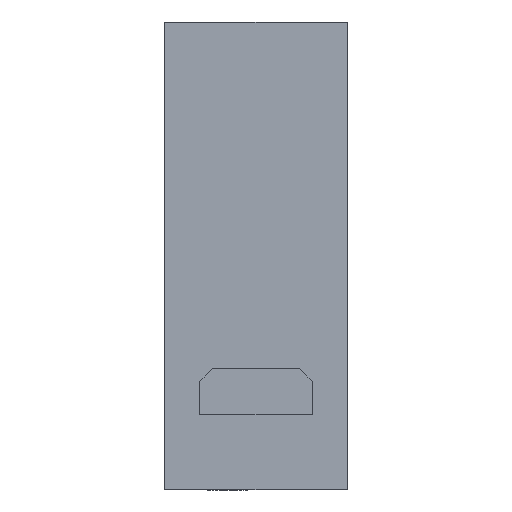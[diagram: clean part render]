
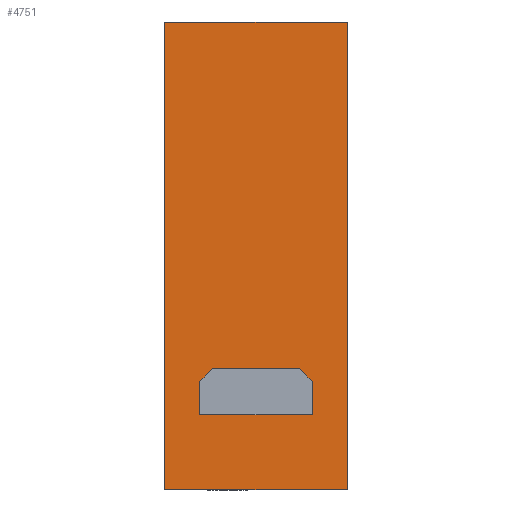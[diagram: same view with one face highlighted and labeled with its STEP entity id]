
A CAD part, front view. The second image highlights one B-rep face of the part: STEP entity #4751.
In plain terms, the highlighted planar face has unit normal (0, -1, 0).
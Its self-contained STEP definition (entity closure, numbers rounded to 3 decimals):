
#3508=PLANE('',#20048);
#4751=ADVANCED_FACE('',(#5615,#5616),#3508,.T.);
#5615=FACE_BOUND('',#5963,.T.);
#5616=FACE_BOUND('',#5964,.T.);
#5963=EDGE_LOOP('',(#7574,#7575,#7576,#7577,#7578,#7579));
#5964=EDGE_LOOP('',(#7580,#7581,#7582,#7583));
#7574=ORIENTED_EDGE('',*,*,#13055,.T.);
#7575=ORIENTED_EDGE('',*,*,#13056,.T.);
#7576=ORIENTED_EDGE('',*,*,#13057,.T.);
#7577=ORIENTED_EDGE('',*,*,#13058,.T.);
#7578=ORIENTED_EDGE('',*,*,#13059,.T.);
#7579=ORIENTED_EDGE('',*,*,#13060,.T.);
#7580=ORIENTED_EDGE('',*,*,#12989,.F.);
#7581=ORIENTED_EDGE('',*,*,#12649,.T.);
#7582=ORIENTED_EDGE('',*,*,#13047,.T.);
#7583=ORIENTED_EDGE('',*,*,#13061,.F.);
#11234=VERTEX_POINT('',#25746);
#11235=VERTEX_POINT('',#25748);
#11547=VERTEX_POINT('',#26488);
#11591=VERTEX_POINT('',#26643);
#11592=VERTEX_POINT('',#26653);
#11593=VERTEX_POINT('',#26654);
#11594=VERTEX_POINT('',#26656);
#11595=VERTEX_POINT('',#26658);
#11596=VERTEX_POINT('',#26660);
#11597=VERTEX_POINT('',#26662);
#12649=EDGE_CURVE('',#11235,#11234,#16013,.T.);
#12989=EDGE_CURVE('',#11235,#11547,#16285,.T.);
#13047=EDGE_CURVE('',#11234,#11591,#16339,.T.);
#13055=EDGE_CURVE('',#11592,#11593,#16347,.T.);
#13056=EDGE_CURVE('',#11593,#11594,#16348,.T.);
#13057=EDGE_CURVE('',#11594,#11595,#16349,.T.);
#13058=EDGE_CURVE('',#11595,#11596,#16350,.T.);
#13059=EDGE_CURVE('',#11596,#11597,#16351,.T.);
#13060=EDGE_CURVE('',#11597,#11592,#16352,.T.);
#13061=EDGE_CURVE('',#11547,#11591,#16353,.T.);
#16013=LINE('',#25747,#17611);
#16285=LINE('',#26487,#17883);
#16339=LINE('',#26642,#17937);
#16347=LINE('',#26652,#17945);
#16348=LINE('',#26655,#17946);
#16349=LINE('',#26657,#17947);
#16350=LINE('',#26659,#17948);
#16351=LINE('',#26661,#17949);
#16352=LINE('',#26663,#17950);
#16353=LINE('',#26664,#17951);
#17611=VECTOR('',#21416,1.);
#17883=VECTOR('',#21768,1.);
#17937=VECTOR('',#21856,1.);
#17945=VECTOR('',#21866,1.);
#17946=VECTOR('',#21867,1.);
#17947=VECTOR('',#21868,1.);
#17948=VECTOR('',#21869,1.);
#17949=VECTOR('',#21870,1.);
#17950=VECTOR('',#21871,1.);
#17951=VECTOR('',#21872,1.);
#20048=AXIS2_PLACEMENT_3D('',#26665,#21873,#21874);
#21416=DIRECTION('',(1.,0.,0.));
#21768=DIRECTION('',(0.,0.,1.));
#21856=DIRECTION('',(0.,0.,1.));
#21866=DIRECTION('',(-1.,0.,0.));
#21867=DIRECTION('',(0.,0.,1.));
#21868=DIRECTION('',(0.707,0.,0.707));
#21869=DIRECTION('',(1.,0.,0.));
#21870=DIRECTION('',(0.707,0.,-0.707));
#21871=DIRECTION('',(0.,0.,-1.));
#21872=DIRECTION('',(1.,0.,0.));
#21873=DIRECTION('',(0.,-1.,0.));
#21874=DIRECTION('',(-1.,0.,0.));
#25746=CARTESIAN_POINT('',(7.325,-15.15,-6.));
#25747=CARTESIAN_POINT('',(-7.325,-15.15,-6.));
#25748=CARTESIAN_POINT('',(-7.325,-15.15,-6.));
#26487=CARTESIAN_POINT('',(-7.325,-15.15,-6.));
#26488=CARTESIAN_POINT('',(-7.325,-15.15,31.5));
#26642=CARTESIAN_POINT('',(7.325,-15.15,-6.));
#26643=CARTESIAN_POINT('',(7.325,-15.15,31.5));
#26652=CARTESIAN_POINT('',(4.5,-15.15,0.));
#26653=CARTESIAN_POINT('',(4.5,-15.15,0.));
#26654=CARTESIAN_POINT('',(-4.5,-15.15,0.));
#26655=CARTESIAN_POINT('',(-4.5,-15.15,0.));
#26656=CARTESIAN_POINT('',(-4.5,-15.15,2.7));
#26657=CARTESIAN_POINT('',(-4.5,-15.15,2.7));
#26658=CARTESIAN_POINT('',(-3.5,-15.15,3.7));
#26659=CARTESIAN_POINT('',(-3.5,-15.15,3.7));
#26660=CARTESIAN_POINT('',(3.5,-15.15,3.7));
#26661=CARTESIAN_POINT('',(3.5,-15.15,3.7));
#26662=CARTESIAN_POINT('',(4.5,-15.15,2.7));
#26663=CARTESIAN_POINT('',(4.5,-15.15,2.7));
#26664=CARTESIAN_POINT('',(-6.825,-15.15,31.5));
#26665=CARTESIAN_POINT('',(7.425,-15.15,31.6));
